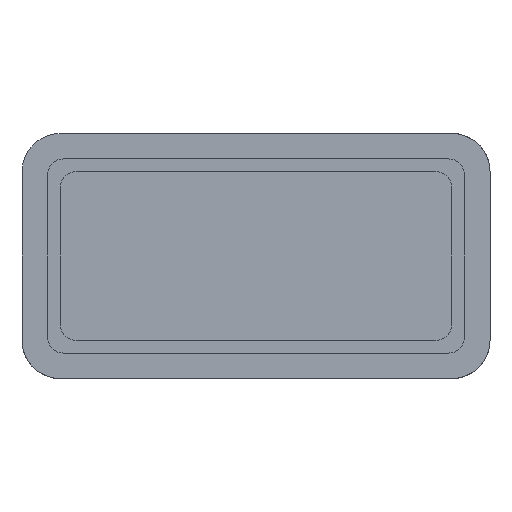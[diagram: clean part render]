
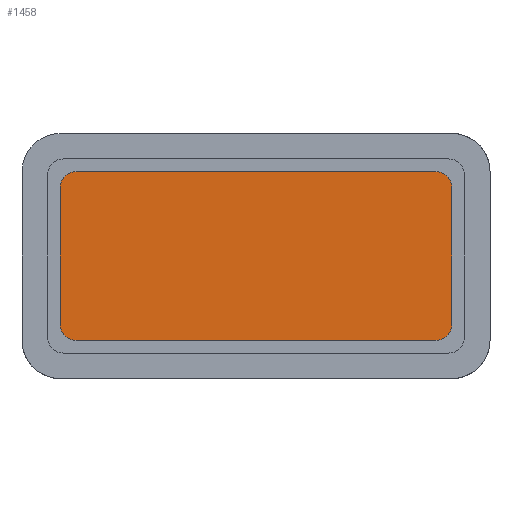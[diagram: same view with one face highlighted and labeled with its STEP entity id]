
A CAD part, front view. The second image highlights one B-rep face of the part: STEP entity #1458.
In plain terms, the highlighted planar face has unit normal (0, -1, 0).
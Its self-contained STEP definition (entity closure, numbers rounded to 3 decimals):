
#66=CIRCLE('',#1569,2.5);
#67=CIRCLE('',#1571,2.5);
#68=CIRCLE('',#1572,2.5);
#69=CIRCLE('',#1573,2.5);
#150=FACE_OUTER_BOUND('',#228,.T.);
#228=EDGE_LOOP('',(#1267,#1268,#1269,#1270,#1271,#1272,#1273,#1274));
#390=LINE('',#2498,#554);
#391=LINE('',#2502,#555);
#392=LINE('',#2506,#556);
#393=LINE('',#2509,#557);
#554=VECTOR('',#1907,10.);
#555=VECTOR('',#1910,10.);
#556=VECTOR('',#1913,10.);
#557=VECTOR('',#1916,10.);
#697=VERTEX_POINT('',#2491);
#698=VERTEX_POINT('',#2492);
#699=VERTEX_POINT('',#2497);
#700=VERTEX_POINT('',#2499);
#701=VERTEX_POINT('',#2501);
#702=VERTEX_POINT('',#2503);
#703=VERTEX_POINT('',#2505);
#704=VERTEX_POINT('',#2507);
#894=EDGE_CURVE('',#697,#698,#66,.T.);
#897=EDGE_CURVE('',#698,#699,#390,.T.);
#898=EDGE_CURVE('',#699,#700,#67,.T.);
#899=EDGE_CURVE('',#700,#701,#391,.T.);
#900=EDGE_CURVE('',#701,#702,#68,.T.);
#901=EDGE_CURVE('',#702,#703,#392,.T.);
#902=EDGE_CURVE('',#703,#704,#69,.T.);
#903=EDGE_CURVE('',#704,#697,#393,.T.);
#1267=ORIENTED_EDGE('',*,*,#894,.T.);
#1268=ORIENTED_EDGE('',*,*,#897,.T.);
#1269=ORIENTED_EDGE('',*,*,#898,.T.);
#1270=ORIENTED_EDGE('',*,*,#899,.T.);
#1271=ORIENTED_EDGE('',*,*,#900,.T.);
#1272=ORIENTED_EDGE('',*,*,#901,.T.);
#1273=ORIENTED_EDGE('',*,*,#902,.T.);
#1274=ORIENTED_EDGE('',*,*,#903,.T.);
#1387=PLANE('',#1570);
#1458=ADVANCED_FACE('',(#150),#1387,.F.);
#1569=AXIS2_PLACEMENT_3D('',#2493,#1901,#1902);
#1570=AXIS2_PLACEMENT_3D('',#2496,#1905,#1906);
#1571=AXIS2_PLACEMENT_3D('',#2500,#1908,#1909);
#1572=AXIS2_PLACEMENT_3D('',#2504,#1911,#1912);
#1573=AXIS2_PLACEMENT_3D('',#2508,#1914,#1915);
#1901=DIRECTION('center_axis',(0.,-1.,0.));
#1902=DIRECTION('ref_axis',(0.707,0.,-0.707));
#1905=DIRECTION('center_axis',(0.,1.,0.));
#1906=DIRECTION('ref_axis',(1.,0.,0.));
#1907=DIRECTION('',(0.,0.,1.));
#1908=DIRECTION('center_axis',(0.,-1.,0.));
#1909=DIRECTION('ref_axis',(0.707,0.,0.707));
#1910=DIRECTION('',(-1.,0.,0.));
#1911=DIRECTION('center_axis',(0.,-1.,0.));
#1912=DIRECTION('ref_axis',(-0.707,0.,0.707));
#1913=DIRECTION('',(0.,0.,-1.));
#1914=DIRECTION('center_axis',(0.,-1.,0.));
#1915=DIRECTION('ref_axis',(-0.707,0.,-0.707));
#1916=DIRECTION('',(1.,0.,0.));
#2491=CARTESIAN_POINT('',(28.25,0.,-13.25));
#2492=CARTESIAN_POINT('',(30.75,0.,-10.75));
#2493=CARTESIAN_POINT('Origin',(28.25,0.,-10.75));
#2496=CARTESIAN_POINT('Origin',(0.,0.,0.));
#2497=CARTESIAN_POINT('',(30.75,0.,10.75));
#2498=CARTESIAN_POINT('',(30.75,0.,6.625));
#2499=CARTESIAN_POINT('',(28.25,0.,13.25));
#2500=CARTESIAN_POINT('Origin',(28.25,0.,10.75));
#2501=CARTESIAN_POINT('',(-28.25,0.,13.25));
#2502=CARTESIAN_POINT('',(-15.375,0.,13.25));
#2503=CARTESIAN_POINT('',(-30.75,0.,10.75));
#2504=CARTESIAN_POINT('Origin',(-28.25,0.,10.75));
#2505=CARTESIAN_POINT('',(-30.75,0.,-10.75));
#2506=CARTESIAN_POINT('',(-30.75,0.,-6.625));
#2507=CARTESIAN_POINT('',(-28.25,0.,-13.25));
#2508=CARTESIAN_POINT('Origin',(-28.25,0.,-10.75));
#2509=CARTESIAN_POINT('',(15.375,0.,-13.25));
